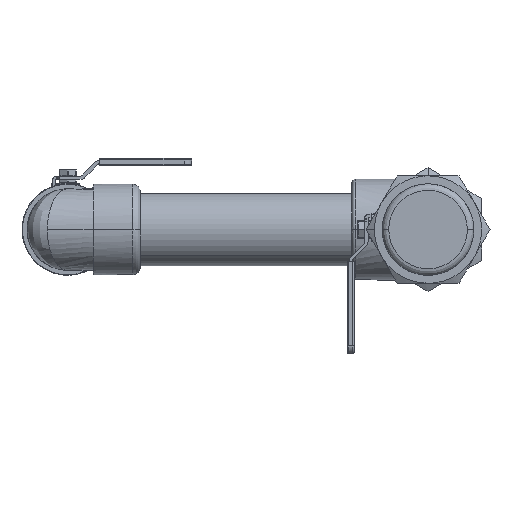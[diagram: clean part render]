
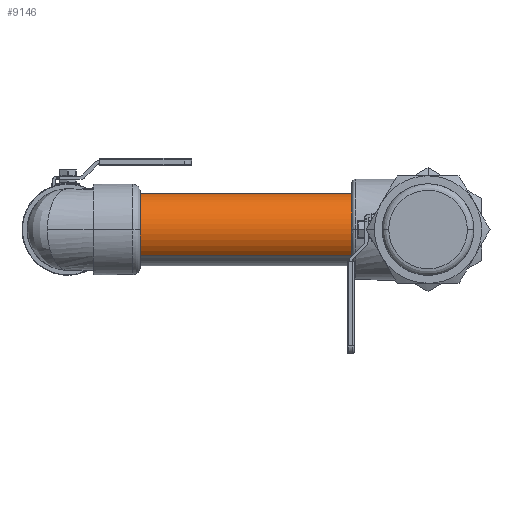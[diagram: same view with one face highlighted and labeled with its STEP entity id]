
A CAD part, left-side view. The second image highlights one B-rep face of the part: STEP entity #9146.
In plain terms, the highlighted free-form (B-spline) face has degree [2, 1] with [5, 2] control points.
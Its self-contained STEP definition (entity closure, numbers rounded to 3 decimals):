
#9047 = VERTEX_POINT('',#9048);
#9048 = CARTESIAN_POINT('',(90.932,389.401,
    146.031));
#9049 = VERTEX_POINT('',#9050);
#9050 = CARTESIAN_POINT('',(37.57,389.401,
    92.669));
#9058 = EDGE_CURVE('',#9047,#9059,#9061,.T.);
#9059 = VERTEX_POINT('',#9060);
#9060 = CARTESIAN_POINT('',(90.932,125.436,
    146.031));
#9061 = B_SPLINE_CURVE_WITH_KNOTS('',1,(#9062,#9063),.UNSPECIFIED.,.F.,
  .F.,(2,2),(-0.,211.451),.PIECEWISE_BEZIER_KNOTS.);
#9062 = CARTESIAN_POINT('',(90.932,389.401,
    146.031));
#9063 = CARTESIAN_POINT('',(90.932,125.436,
    146.031));
#9066 = VERTEX_POINT('',#9067);
#9067 = CARTESIAN_POINT('',(37.57,125.436,
    92.669));
#9075 = EDGE_CURVE('',#9049,#9066,#9076,.T.);
#9076 = B_SPLINE_CURVE_WITH_KNOTS('',1,(#9077,#9078),.UNSPECIFIED.,.F.,
  .F.,(2,2),(-0.,211.451),.PIECEWISE_BEZIER_KNOTS.);
#9077 = CARTESIAN_POINT('',(37.57,389.401,
    92.669));
#9078 = CARTESIAN_POINT('',(37.57,125.436,
    92.669));
#9094 = EDGE_CURVE('',#9049,#9047,#9095,.T.);
#9095 = ( BOUNDED_CURVE() B_SPLINE_CURVE(2,(#9096,#9097,#9098,#9099,
#9100),.UNSPECIFIED.,.F.,.F.) B_SPLINE_CURVE_WITH_KNOTS((3,2,3),(
    3.142,4.712,6.283),
.PIECEWISE_BEZIER_KNOTS.) CURVE() GEOMETRIC_REPRESENTATION_ITEM() 
RATIONAL_B_SPLINE_CURVE((1.,0.707,1.,0.707,1.)) 
REPRESENTATION_ITEM('') );
#9096 = CARTESIAN_POINT('',(37.57,389.401,
    92.669));
#9097 = CARTESIAN_POINT('',(10.889,389.401,
    119.35));
#9098 = CARTESIAN_POINT('',(37.57,389.401,
    146.031));
#9099 = CARTESIAN_POINT('',(64.251,389.401,
    172.712));
#9100 = CARTESIAN_POINT('',(90.932,389.401,
    146.031));
#9122 = EDGE_CURVE('',#9066,#9059,#9123,.T.);
#9123 = ( BOUNDED_CURVE() B_SPLINE_CURVE(2,(#9124,#9125,#9126,#9127,
#9128),.UNSPECIFIED.,.F.,.F.) B_SPLINE_CURVE_WITH_KNOTS((3,2,3),(
    3.142,4.712,6.283),
.PIECEWISE_BEZIER_KNOTS.) CURVE() GEOMETRIC_REPRESENTATION_ITEM() 
RATIONAL_B_SPLINE_CURVE((1.,0.707,1.,0.707,1.)) 
REPRESENTATION_ITEM('') );
#9124 = CARTESIAN_POINT('',(37.57,125.436,
    92.669));
#9125 = CARTESIAN_POINT('',(10.889,125.436,
    119.35));
#9126 = CARTESIAN_POINT('',(37.57,125.436,
    146.031));
#9127 = CARTESIAN_POINT('',(64.251,125.436,
    172.712));
#9128 = CARTESIAN_POINT('',(90.932,125.436,
    146.031));
#9146 = ADVANCED_FACE('',(#9147),#9153,.T.);
#9147 = FACE_BOUND('',#9148,.T.);
#9148 = EDGE_LOOP('',(#9149,#9150,#9151,#9152));
#9149 = ORIENTED_EDGE('',*,*,#9058,.F.);
#9150 = ORIENTED_EDGE('',*,*,#9094,.F.);
#9151 = ORIENTED_EDGE('',*,*,#9075,.T.);
#9152 = ORIENTED_EDGE('',*,*,#9122,.T.);
#9153 = ( BOUNDED_SURFACE() B_SPLINE_SURFACE(2,1,(
    (#9154,#9155)
    ,(#9156,#9157)
    ,(#9158,#9159)
    ,(#9160,#9161)
    ,(#9162,#9163
)),.UNSPECIFIED.,.F.,.F.,.F.) B_SPLINE_SURFACE_WITH_KNOTS((3,2,3),(2,2),
  (3.142,4.712,6.283),(0.,211.451),
.PIECEWISE_BEZIER_KNOTS.) GEOMETRIC_REPRESENTATION_ITEM() 
RATIONAL_B_SPLINE_SURFACE((
    (1.,1.)
    ,(0.707,0.707)
    ,(1.,1.)
    ,(0.707,0.707)
,(1.,1.))) REPRESENTATION_ITEM('') SURFACE() );
#9154 = CARTESIAN_POINT('',(90.932,389.401,
    146.031));
#9155 = CARTESIAN_POINT('',(90.932,125.436,
    146.031));
#9156 = CARTESIAN_POINT('',(64.251,389.401,
    172.712));
#9157 = CARTESIAN_POINT('',(64.251,125.436,
    172.712));
#9158 = CARTESIAN_POINT('',(37.57,389.401,
    146.031));
#9159 = CARTESIAN_POINT('',(37.57,125.436,
    146.031));
#9160 = CARTESIAN_POINT('',(10.889,389.401,
    119.35));
#9161 = CARTESIAN_POINT('',(10.889,125.436,
    119.35));
#9162 = CARTESIAN_POINT('',(37.57,389.401,
    92.669));
#9163 = CARTESIAN_POINT('',(37.57,125.436,
    92.669));
